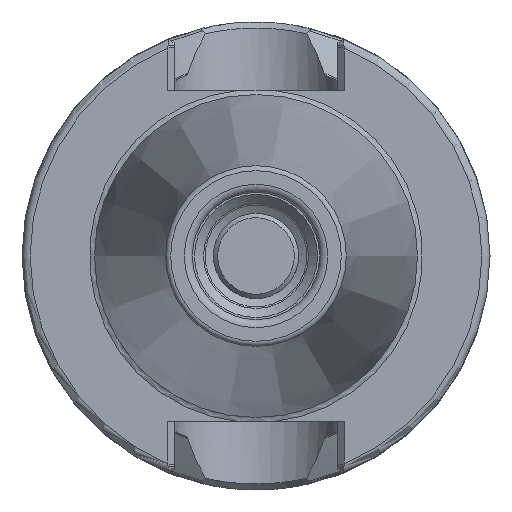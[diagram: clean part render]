
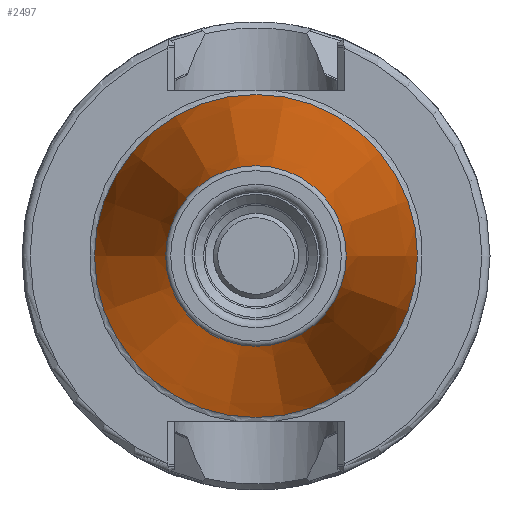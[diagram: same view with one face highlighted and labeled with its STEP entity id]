
A CAD part, left-side view. The second image highlights one B-rep face of the part: STEP entity #2497.
In plain terms, the highlighted conical face has half-angle 8.297 degrees and reference radius 12.377 mm.
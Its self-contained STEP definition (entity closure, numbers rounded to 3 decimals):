
#135=CONICAL_SURFACE('',#2817,12.377,0.145);
#214=CIRCLE('',#2813,8.879);
#215=CIRCLE('',#2814,8.879);
#218=CIRCLE('',#2818,15.875);
#379=FACE_OUTER_BOUND('',#541,.T.);
#541=EDGE_LOOP('',(#2051,#2052,#2053,#2054,#2055));
#769=LINE('',#5099,#932);
#932=VECTOR('',#3320,12.377);
#1156=VERTEX_POINT('',#5089);
#1157=VERTEX_POINT('',#5090);
#1159=VERTEX_POINT('',#5097);
#1467=EDGE_CURVE('',#1156,#1157,#214,.T.);
#1468=EDGE_CURVE('',#1157,#1156,#215,.T.);
#1471=EDGE_CURVE('',#1159,#1159,#218,.T.);
#1472=EDGE_CURVE('',#1159,#1156,#769,.T.);
#2051=ORIENTED_EDGE('',*,*,#1471,.F.);
#2052=ORIENTED_EDGE('',*,*,#1472,.T.);
#2053=ORIENTED_EDGE('',*,*,#1467,.T.);
#2054=ORIENTED_EDGE('',*,*,#1468,.T.);
#2055=ORIENTED_EDGE('',*,*,#1472,.F.);
#2497=ADVANCED_FACE('',(#379),#135,.T.);
#2813=AXIS2_PLACEMENT_3D('',#5091,#3308,#3309);
#2814=AXIS2_PLACEMENT_3D('',#5092,#3310,#3311);
#2817=AXIS2_PLACEMENT_3D('',#5096,#3316,#3317);
#2818=AXIS2_PLACEMENT_3D('',#5098,#3318,#3319);
#3308=DIRECTION('center_axis',(1.,0.,0.));
#3309=DIRECTION('ref_axis',(0.,0.,-1.));
#3310=DIRECTION('center_axis',(1.,0.,0.));
#3311=DIRECTION('ref_axis',(0.,0.,-1.));
#3316=DIRECTION('center_axis',(1.,0.,0.));
#3317=DIRECTION('ref_axis',(0.,1.,0.));
#3318=DIRECTION('center_axis',(1.,0.,0.));
#3319=DIRECTION('ref_axis',(0.,0.,-1.));
#3320=DIRECTION('',(-0.99,0.144,0.));
#5089=CARTESIAN_POINT('',(-47.972,-8.879,0.));
#5090=CARTESIAN_POINT('',(-47.972,0.,8.879));
#5091=CARTESIAN_POINT('Origin',(-47.972,0.,
0.));
#5092=CARTESIAN_POINT('Origin',(-47.972,0.,
0.));
#5096=CARTESIAN_POINT('Origin',(-23.986,0.,
0.));
#5097=CARTESIAN_POINT('',(0.,-15.875,0.));
#5098=CARTESIAN_POINT('Origin',(0.,0.,
0.));
#5099=CARTESIAN_POINT('',(-23.986,-12.377,0.));
